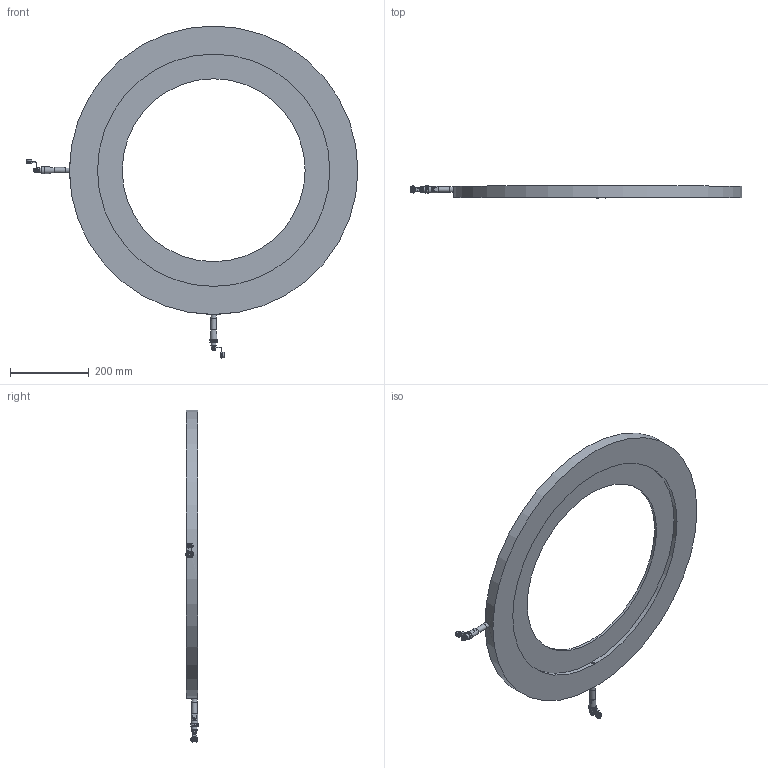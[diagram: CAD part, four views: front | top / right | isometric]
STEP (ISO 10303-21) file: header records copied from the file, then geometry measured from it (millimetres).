
FILE_DESCRIPTION( ( '3D-model' ), '1' );
FILE_NAME( '52276012.stp', '2007-12-13', ( 'Tour & Andersson AB' ), ( 'Tour & Andersson AB' ), 'XStep 1.0', ' ', ' ' );
FILE_SCHEMA( ( 'CONFIG_CONTROL_DESIGN' ) );
Length unit declared in the file: millimetre
Products named in the file (1): 1
Bounding box: 845.37 x 31.1 x 845.87 mm (x, y, z)
Volume: 5066913.5 mm3; surface area: 648448.9 mm2
Topology: 1 solids, 1 shells, 406 faces, 1114 edges, 728 vertices
Faces by surface type: plane 180, cylinder 100, bspline 84, cone 38, torus 4
Full cylindrical faces by diameter (mm): 5 x2, 8 x2, 8.2 x2, 8.5 x2, 9 x2, 9.4 x2, 9.713 x2, 10 x2, 10.1 x4, 11.615 x4, 12 x2, 13.5 x2, 13.6 x2, 13.8 x2, 14 x2, 17 x2, 19 x2, 466.125 x1, 592 x2, 735 x1
Entity records: 13748 total; most frequent: CARTESIAN_POINT 4985, ORIENTED_EDGE 1972, DIRECTION 1384, EDGE_CURVE 986, VERTEX_POINT 688, AXIS2_PLACEMENT_3D 581, EDGE_LOOP 540, B_SPLINE_CURVE_WITH_KNOTS 506
